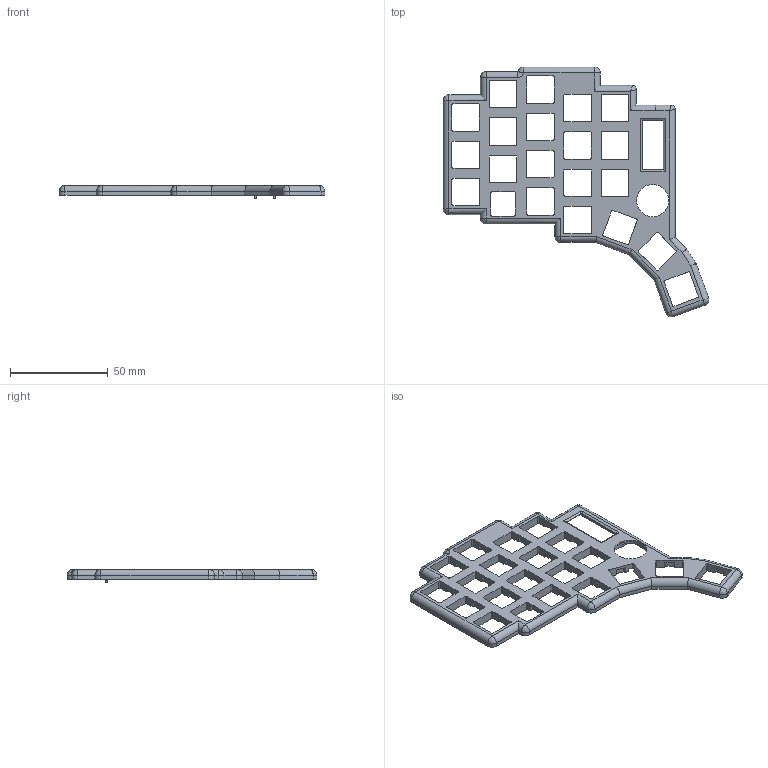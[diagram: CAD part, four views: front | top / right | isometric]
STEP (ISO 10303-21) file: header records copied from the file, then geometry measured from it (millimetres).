
FILE_DESCRIPTION(/* description */ (''),/* implementation_level */ '2;1');
FILE_NAME(/* name */ 'production_topShellL.step',/* time_stamp */ '2022-12-22T23:59:33-06:00',/* author */ (''),/* organization */ (''),/* preprocessor_version */ 'ST-DEVELOPER v19.2',/* originating_system */ 'Autodesk Translation Framework v11.17.0.187',/* authorisation */ '');
FILE_SCHEMA (('AUTOMOTIVE_DESIGN { 1 0 10303 214 3 1 1 }'));
Length unit declared in the file: millimetre
Products named in the file (1): production_topShell
Bounding box: 135.85 x 127.72 x 6.6 mm (x, y, z)
Volume: 21902.3 mm3; surface area: 19343 mm2
Topology: 1 solids, 1 shells, 613 faces, 1771 edges, 1163 vertices
Faces by surface type: plane 343, cylinder 254, bspline 16
Full cylindrical faces by diameter (mm): 3.1 x7, 16.5 x1, 19.2 x1
Entity records: 20662 total; most frequent: CARTESIAN_POINT 4024, ORIENTED_EDGE 3532, DIRECTION 3464, EDGE_CURVE 1766, LINE 1246, VECTOR 1246, VERTEX_POINT 1163, AXIS2_PLACEMENT_3D 1109
